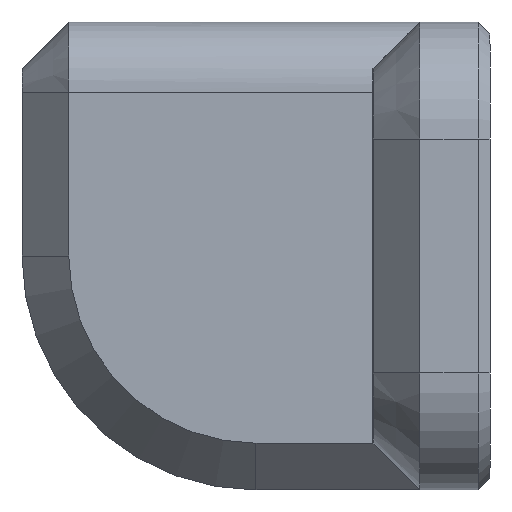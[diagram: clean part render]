
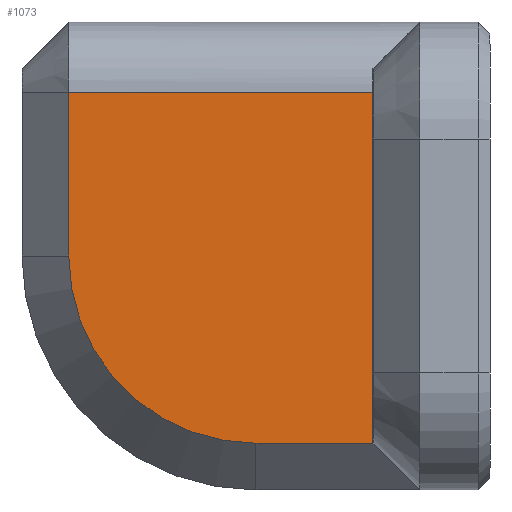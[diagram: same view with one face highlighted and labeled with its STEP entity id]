
A CAD part, left-side view. The second image highlights one B-rep face of the part: STEP entity #1073.
In plain terms, the highlighted planar face has unit normal (-1, 0, 0).
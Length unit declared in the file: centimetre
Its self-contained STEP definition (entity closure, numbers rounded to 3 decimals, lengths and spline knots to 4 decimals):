
#109=VECTOR('',#1505,1.);
#160=VECTOR('',#1655,1.);
#165=VECTOR('',#1667,1.);
#172=VECTOR('',#1688,1.);
#205=LINE('',#1221,#109);
#256=LINE('',#1382,#160);
#261=LINE('',#1394,#165);
#268=LINE('',#1410,#172);
#319=PLANE('',#1172);
#346=VERTEX_POINT('',#1210);
#351=VERTEX_POINT('',#1220);
#402=VERTEX_POINT('',#1375);
#404=VERTEX_POINT('',#1381);
#406=VERTEX_POINT('',#1387);
#458=CIRCLE('',#1160,0.8);
#476=EDGE_CURVE('',#346,#351,#205,.T.);
#554=EDGE_CURVE('',#404,#402,#256,.T.);
#557=EDGE_CURVE('',#406,#404,#458,.T.);
#561=EDGE_CURVE('',#346,#406,#261,.T.);
#569=EDGE_CURVE('',#402,#351,#268,.T.);
#787=ORIENTED_EDGE('',*,*,#554,.F.);
#788=ORIENTED_EDGE('',*,*,#557,.F.);
#789=ORIENTED_EDGE('',*,*,#561,.F.);
#790=ORIENTED_EDGE('',*,*,#476,.T.);
#791=ORIENTED_EDGE('',*,*,#569,.F.);
#937=EDGE_LOOP('',(#787,#788,#789,#790,#791));
#1010=FACE_BOUND('',#937,.T.);
#1073=ADVANCED_FACE('',(#1010),#319,.T.);
#1160=AXIS2_PLACEMENT_3D('',#1388,#1660,#1661);
#1172=AXIS2_PLACEMENT_3D('',#1411,#1689,$);
#1210=CARTESIAN_POINT('',(-0.95,0.5,-0.8));
#1220=CARTESIAN_POINT('',(-0.95,0.5,0.7));
#1221=CARTESIAN_POINT('',(-0.95,0.5,-1.));
#1375=CARTESIAN_POINT('',(-0.95,1.8,0.7));
#1381=CARTESIAN_POINT('',(-0.95,1.8,0.));
#1382=CARTESIAN_POINT('',(-0.95,1.8,-1.));
#1387=CARTESIAN_POINT('',(-0.95,1.,-0.8));
#1388=CARTESIAN_POINT('',(-0.95,1.,0.));
#1394=CARTESIAN_POINT('',(-0.95,0.9956,-0.8));
#1410=CARTESIAN_POINT('',(-0.95,0.9956,0.7));
#1411=CARTESIAN_POINT('',(-0.95,1.25,-1.));
#1505=DIRECTION('',(0.,0.,1.));
#1655=DIRECTION('',(0.,0.,1.));
#1660=DIRECTION('',(1.,0.,0.));
#1661=DIRECTION('',(0.,0.566,-0.566));
#1667=DIRECTION('',(0.,1.,0.));
#1688=DIRECTION('',(0.,-1.,0.));
#1689=DIRECTION('',(-1.,0.,0.));
